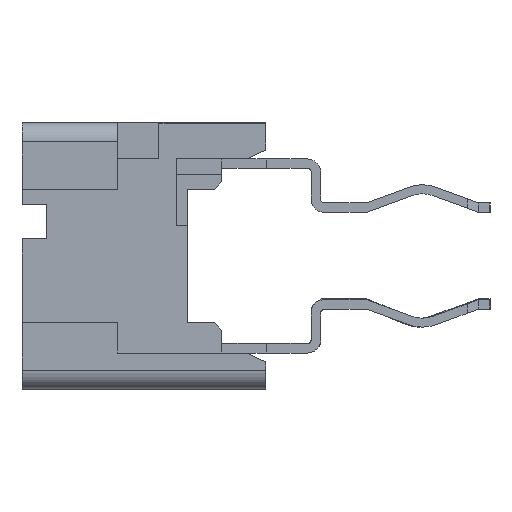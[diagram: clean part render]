
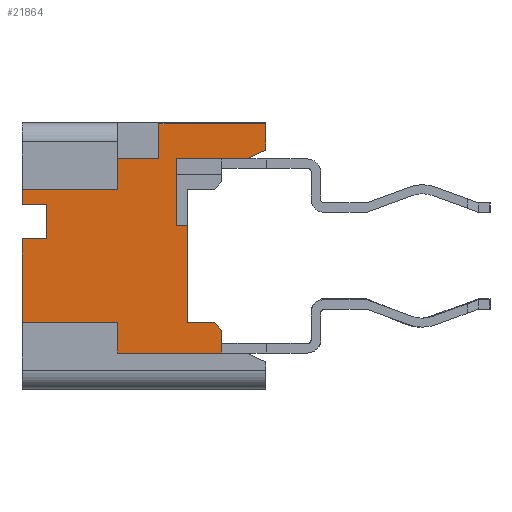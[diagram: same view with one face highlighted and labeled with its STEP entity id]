
A CAD part, left-side view. The second image highlights one B-rep face of the part: STEP entity #21864.
In plain terms, the highlighted planar face has unit normal (-1, 0, 0).
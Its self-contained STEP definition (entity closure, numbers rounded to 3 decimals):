
#27=DIRECTION('',(0.,0.,-1.));
#28=VECTOR('',#27,0.694);
#29=CARTESIAN_POINT('',(-13.605,0.,3.477));
#30=LINE('',#29,#28);
#89=DIRECTION('',(0.,1.,0.));
#90=VECTOR('',#89,0.7);
#91=CARTESIAN_POINT('',(-13.605,1.35,-1.75));
#92=LINE('',#91,#90);
#257=DIRECTION('',(0.,0.,1.));
#258=VECTOR('',#257,0.927);
#259=CARTESIAN_POINT('',(-13.605,2.8,2.55));
#260=LINE('',#259,#258);
#261=DIRECTION('',(0.,-1.,0.));
#262=VECTOR('',#261,2.8);
#263=CARTESIAN_POINT('',(-13.605,2.8,3.477));
#264=LINE('',#263,#262);
#265=DIRECTION('',(0.,0.,-1.));
#266=VECTOR('',#265,1.75);
#267=CARTESIAN_POINT('',(-13.605,2.35,2.55));
#268=LINE('',#267,#266);
#269=DIRECTION('',(0.,1.,0.));
#270=VECTOR('',#269,0.3);
#271=CARTESIAN_POINT('',(-13.605,2.05,0.8));
#272=LINE('',#271,#270);
#273=DIRECTION('',(0.,0.,-1.));
#274=VECTOR('',#273,2.55);
#275=CARTESIAN_POINT('',(-13.605,2.05,0.8));
#276=LINE('',#275,#274);
#277=DIRECTION('',(0.,-1.,0.));
#278=VECTOR('',#277,2.75);
#279=CARTESIAN_POINT('',(-13.605,3.9,-2.55));
#280=LINE('',#279,#278);
#281=DIRECTION('',(0.,0.,-1.));
#282=VECTOR('',#281,0.8);
#283=CARTESIAN_POINT('',(-13.605,3.9,-1.75));
#284=LINE('',#283,#282);
#285=DIRECTION('',(0.,1.,0.));
#286=VECTOR('',#285,2.5);
#287=CARTESIAN_POINT('',(-13.605,3.9,-1.75));
#288=LINE('',#287,#286);
#289=DIRECTION('',(0.,-1.,0.));
#290=VECTOR('',#289,0.65);
#291=CARTESIAN_POINT('',(-13.605,6.4,0.45));
#292=LINE('',#291,#290);
#293=DIRECTION('',(0.,0.,-1.));
#294=VECTOR('',#293,0.9);
#295=CARTESIAN_POINT('',(-13.605,5.75,1.35));
#296=LINE('',#295,#294);
#297=DIRECTION('',(0.,-1.,0.));
#298=VECTOR('',#297,0.65);
#299=CARTESIAN_POINT('',(-13.605,6.4,1.35));
#300=LINE('',#299,#298);
#301=DIRECTION('',(0.,-1.,0.));
#302=VECTOR('',#301,1.1);
#303=CARTESIAN_POINT('',(-13.605,3.9,2.55));
#304=LINE('',#303,#302);
#344=DIRECTION('',(0.,0.,-1.));
#345=VECTOR('',#344,0.8);
#346=CARTESIAN_POINT('',(-13.605,3.9,2.55));
#347=LINE('',#346,#345);
#652=DIRECTION('',(0.,0.,-1.));
#653=VECTOR('',#652,0.6);
#654=CARTESIAN_POINT('',(-13.605,1.15,-1.95));
#655=LINE('',#654,#653);
#884=DIRECTION('',(0.,-0.707,-0.707));
#885=VECTOR('',#884,0.283);
#886=CARTESIAN_POINT('',(-13.605,1.35,-1.75));
#887=LINE('',#886,#885);
#2760=DIRECTION('',(0.,1.,0.));
#2761=VECTOR('',#2760,2.5);
#2762=CARTESIAN_POINT('',(-13.605,3.9,1.75));
#2763=LINE('',#2762,#2761);
#2968=DIRECTION('',(0.,1.,0.));
#2969=VECTOR('',#2968,1.85);
#2970=CARTESIAN_POINT('',(-13.605,0.5,2.55));
#2971=LINE('',#2970,#2969);
#4004=DIRECTION('',(0.,0.906,-0.423));
#4005=VECTOR('',#4004,0.552);
#4006=CARTESIAN_POINT('',(-13.605,0.,2.783));
#4007=LINE('',#4006,#4005);
#4068=DIRECTION('',(0.,0.,1.));
#4069=VECTOR('',#4068,2.2);
#4070=CARTESIAN_POINT('',(-13.605,6.4,-1.75));
#4071=LINE('',#4070,#4069);
#4160=DIRECTION('',(0.,0.,1.));
#4161=VECTOR('',#4160,0.4);
#4162=CARTESIAN_POINT('',(-13.605,6.4,1.35));
#4163=LINE('',#4162,#4161);
#16395=CARTESIAN_POINT('',(-13.605,6.4,-1.75));
#16396=VERTEX_POINT('',#16395);
#16397=CARTESIAN_POINT('',(-13.605,6.4,1.75));
#16399=VERTEX_POINT('',#16397);
#16419=CARTESIAN_POINT('',(-13.605,6.4,0.45));
#16421=VERTEX_POINT('',#16419);
#16423=CARTESIAN_POINT('',(-13.605,6.4,1.35));
#16424=CARTESIAN_POINT('',(-13.605,5.75,1.35));
#16425=VERTEX_POINT('',#16423);
#16426=VERTEX_POINT('',#16424);
#16427=CARTESIAN_POINT('',(-13.605,5.75,0.45));
#16428=VERTEX_POINT('',#16427);
#16541=CARTESIAN_POINT('',(-13.605,3.9,-1.75));
#16542=VERTEX_POINT('',#16541);
#16543=CARTESIAN_POINT('',(-13.605,3.9,-2.55));
#16544=VERTEX_POINT('',#16543);
#16677=CARTESIAN_POINT('',(-13.605,2.05,0.8));
#16678=CARTESIAN_POINT('',(-13.605,2.05,-1.75));
#16679=VERTEX_POINT('',#16677);
#16680=VERTEX_POINT('',#16678);
#16939=CARTESIAN_POINT('',(-13.605,0.,3.477));
#16940=CARTESIAN_POINT('',(-13.605,0.,2.783));
#16941=VERTEX_POINT('',#16939);
#16942=VERTEX_POINT('',#16940);
#16971=CARTESIAN_POINT('',(-13.605,2.35,0.8));
#16972=VERTEX_POINT('',#16971);
#16979=CARTESIAN_POINT('',(-13.605,1.35,-1.75));
#16980=VERTEX_POINT('',#16979);
#16981=CARTESIAN_POINT('',(-13.605,1.15,-1.95));
#16982=VERTEX_POINT('',#16981);
#16983=CARTESIAN_POINT('',(-13.605,1.15,-2.55));
#16984=VERTEX_POINT('',#16983);
#17073=CARTESIAN_POINT('',(-13.605,3.9,2.55));
#17074=VERTEX_POINT('',#17073);
#17075=CARTESIAN_POINT('',(-13.605,2.8,2.55));
#17076=VERTEX_POINT('',#17075);
#17078=CARTESIAN_POINT('',(-13.605,3.9,1.75));
#17080=VERTEX_POINT('',#17078);
#17081=CARTESIAN_POINT('',(-13.605,0.5,2.55));
#17082=VERTEX_POINT('',#17081);
#17083=CARTESIAN_POINT('',(-13.605,2.35,2.55));
#17084=VERTEX_POINT('',#17083);
#17085=CARTESIAN_POINT('',(-13.605,2.8,3.477));
#17086=VERTEX_POINT('',#17085);
#21817=CARTESIAN_POINT('',(-13.605,0.,-1.75));
#21818=DIRECTION('',(-1.,0.,0.));
#21819=DIRECTION('',(0.,0.,1.));
#21820=AXIS2_PLACEMENT_3D('',#21817,#21818,#21819);
#21821=PLANE('',#21820);
#21823=ORIENTED_EDGE('',*,*,#21822,.T.);
#21825=ORIENTED_EDGE('',*,*,#21824,.T.);
#21826=ORIENTED_EDGE('',*,*,#21560,.T.);
#21828=ORIENTED_EDGE('',*,*,#21827,.T.);
#21830=ORIENTED_EDGE('',*,*,#21829,.T.);
#21832=ORIENTED_EDGE('',*,*,#21831,.T.);
#21834=ORIENTED_EDGE('',*,*,#21833,.F.);
#21836=ORIENTED_EDGE('',*,*,#21835,.T.);
#21837=ORIENTED_EDGE('',*,*,#21650,.F.);
#21839=ORIENTED_EDGE('',*,*,#21838,.T.);
#21841=ORIENTED_EDGE('',*,*,#21840,.T.);
#21843=ORIENTED_EDGE('',*,*,#21842,.F.);
#21844=ORIENTED_EDGE('',*,*,#21604,.F.);
#21845=ORIENTED_EDGE('',*,*,#21616,.T.);
#21847=ORIENTED_EDGE('',*,*,#21846,.T.);
#21849=ORIENTED_EDGE('',*,*,#21848,.T.);
#21851=ORIENTED_EDGE('',*,*,#21850,.F.);
#21853=ORIENTED_EDGE('',*,*,#21852,.F.);
#21855=ORIENTED_EDGE('',*,*,#21854,.T.);
#21857=ORIENTED_EDGE('',*,*,#21856,.F.);
#21859=ORIENTED_EDGE('',*,*,#21858,.F.);
#21861=ORIENTED_EDGE('',*,*,#21860,.T.);
#21862=EDGE_LOOP('',(#21823,#21825,#21826,#21828,#21830,#21832,#21834,#21836,
#21837,#21839,#21841,#21843,#21844,#21845,#21847,#21849,#21851,#21853,#21855,
#21857,#21859,#21861));
#21863=FACE_OUTER_BOUND('',#21862,.F.);
#21864=ADVANCED_FACE('',(#21863),#21821,.T.);
#21560=EDGE_CURVE('',#16941,#16942,#30,.T.);
#21604=EDGE_CURVE('',#16542,#16544,#284,.T.);
#21616=EDGE_CURVE('',#16542,#16396,#288,.T.);
#21650=EDGE_CURVE('',#16980,#16680,#92,.T.);
#21822=EDGE_CURVE('',#17076,#17086,#260,.T.);
#21824=EDGE_CURVE('',#17086,#16941,#264,.T.);
#21827=EDGE_CURVE('',#16942,#17082,#4007,.T.);
#21829=EDGE_CURVE('',#17082,#17084,#2971,.T.);
#21831=EDGE_CURVE('',#17084,#16972,#268,.T.);
#21833=EDGE_CURVE('',#16679,#16972,#272,.T.);
#21835=EDGE_CURVE('',#16679,#16680,#276,.T.);
#21838=EDGE_CURVE('',#16980,#16982,#887,.T.);
#21840=EDGE_CURVE('',#16982,#16984,#655,.T.);
#21842=EDGE_CURVE('',#16544,#16984,#280,.T.);
#21846=EDGE_CURVE('',#16396,#16421,#4071,.T.);
#21848=EDGE_CURVE('',#16421,#16428,#292,.T.);
#21850=EDGE_CURVE('',#16426,#16428,#296,.T.);
#21852=EDGE_CURVE('',#16425,#16426,#300,.T.);
#21854=EDGE_CURVE('',#16425,#16399,#4163,.T.);
#21856=EDGE_CURVE('',#17080,#16399,#2763,.T.);
#21858=EDGE_CURVE('',#17074,#17080,#347,.T.);
#21860=EDGE_CURVE('',#17074,#17076,#304,.T.);
